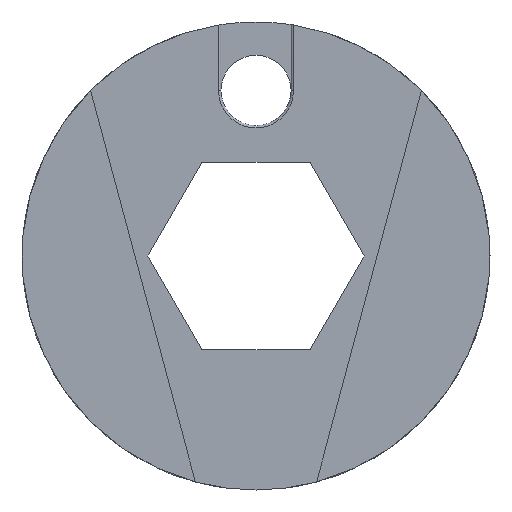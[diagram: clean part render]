
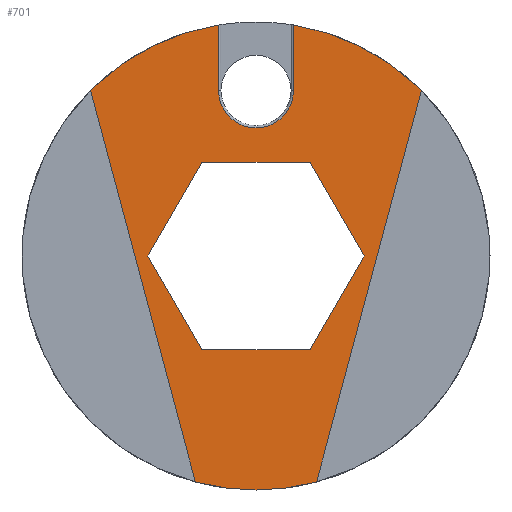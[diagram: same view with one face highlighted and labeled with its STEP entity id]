
A CAD part, front view. The second image highlights one B-rep face of the part: STEP entity #701.
In plain terms, the highlighted planar face has unit normal (0, -1, 0).
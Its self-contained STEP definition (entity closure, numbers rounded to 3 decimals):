
#7 = CARTESIAN_POINT ( 'NONE',  ( -11.547, 0., -20. ) ) ;
#9 = ORIENTED_EDGE ( 'NONE', *, *, #364, .F. ) ;
#12 = LINE ( 'NONE', #541, #619 ) ;
#16 = CARTESIAN_POINT ( 'NONE',  ( 0., 0., 0. ) ) ;
#24 = ORIENTED_EDGE ( 'NONE', *, *, #346, .F. ) ;
#25 = VERTEX_POINT ( 'NONE', #677 ) ;
#45 = EDGE_CURVE ( 'NONE', #550, #554, #407, .T. ) ;
#48 = CARTESIAN_POINT ( 'NONE',  ( 18.625, 0., -46.402 ) ) ;
#50 = VECTOR ( 'NONE', #292, 1000. ) ;
#51 = ORIENTED_EDGE ( 'NONE', *, *, #45, .F. ) ;
#52 = FACE_BOUND ( 'NONE', #311, .T. ) ;
#66 = CARTESIAN_POINT ( 'NONE',  ( -11.547, 0., 20. ) ) ;
#78 = DIRECTION ( 'NONE',  ( 0., 0., 1. ) ) ;
#86 = VERTEX_POINT ( 'NONE', #736 ) ;
#91 = CARTESIAN_POINT ( 'NONE',  ( 23.094, 0., 0. ) ) ;
#105 = VERTEX_POINT ( 'NONE', #119 ) ;
#106 = DIRECTION ( 'NONE',  ( 0., 1., 0. ) ) ;
#108 = CARTESIAN_POINT ( 'NONE',  ( 23.094, 0., 0. ) ) ;
#109 = VECTOR ( 'NONE', #411, 1000. ) ;
#112 = EDGE_CURVE ( 'NONE', #517, #722, #348, .T. ) ;
#116 = AXIS2_PLACEMENT_3D ( 'NONE', #385, #106, #624 ) ;
#118 = EDGE_CURVE ( 'NONE', #264, #86, #415, .T. ) ;
#119 = CARTESIAN_POINT ( 'NONE',  ( 8., 0., 49.356 ) ) ;
#122 = EDGE_CURVE ( 'NONE', #722, #550, #12, .T. ) ;
#132 = CARTESIAN_POINT ( 'NONE',  ( -11.547, 0., 20. ) ) ;
#145 = VERTEX_POINT ( 'NONE', #545 ) ;
#151 = CIRCLE ( 'NONE', #166, 8. ) ;
#157 = ORIENTED_EDGE ( 'NONE', *, *, #531, .T. ) ;
#161 = ORIENTED_EDGE ( 'NONE', *, *, #707, .F. ) ;
#166 = AXIS2_PLACEMENT_3D ( 'NONE', #417, #679, #533 ) ;
#193 = VERTEX_POINT ( 'NONE', #204 ) ;
#196 = CARTESIAN_POINT ( 'NONE',  ( -8., 0., 35.355 ) ) ;
#201 = VECTOR ( 'NONE', #633, 1000. ) ;
#204 = CARTESIAN_POINT ( 'NONE',  ( -18.625, 0., -46.402 ) ) ;
#205 = VERTEX_POINT ( 'NONE', #418 ) ;
#215 = DIRECTION ( 'NONE',  ( 0., 1., 0. ) ) ;
#218 = LINE ( 'NONE', #453, #109 ) ;
#226 = DIRECTION ( 'NONE',  ( 0., 1., 0. ) ) ;
#246 = AXIS2_PLACEMENT_3D ( 'NONE', #663, #215, #393 ) ;
#263 = AXIS2_PLACEMENT_3D ( 'NONE', #16, #714, #78 ) ;
#264 = VERTEX_POINT ( 'NONE', #196 ) ;
#266 = CARTESIAN_POINT ( 'NONE',  ( 8., 0., 35.355 ) ) ;
#270 = PLANE ( 'NONE',  #246 ) ;
#272 = EDGE_CURVE ( 'NONE', #145, #671, #442, .T. ) ;
#275 = DIRECTION ( 'NONE',  ( -0.259, 0., -0.966 ) ) ;
#289 = CARTESIAN_POINT ( 'NONE',  ( 11.547, 0., 20. ) ) ;
#292 = DIRECTION ( 'NONE',  ( -0.5, 0., -0.866 ) ) ;
#297 = CIRCLE ( 'NONE', #551, 50. ) ;
#306 = DIRECTION ( 'NONE',  ( 0., 0., -1. ) ) ;
#311 = EDGE_LOOP ( 'NONE', ( #543, #24, #51, #429, #497, #496 ) ) ;
#313 = LINE ( 'NONE', #591, #525 ) ;
#320 = CIRCLE ( 'NONE', #413, 50. ) ;
#331 = ORIENTED_EDGE ( 'NONE', *, *, #579, .F. ) ;
#337 = CARTESIAN_POINT ( 'NONE',  ( 0., 0., 0. ) ) ;
#346 = EDGE_CURVE ( 'NONE', #554, #711, #356, .T. ) ;
#348 = LINE ( 'NONE', #66, #50 ) ;
#356 = LINE ( 'NONE', #629, #651 ) ;
#364 = EDGE_CURVE ( 'NONE', #671, #205, #320, .T. ) ;
#375 = CARTESIAN_POINT ( 'NONE',  ( 8., 0., 0. ) ) ;
#377 = VERTEX_POINT ( 'NONE', #289 ) ;
#385 = CARTESIAN_POINT ( 'NONE',  ( 0., 0., 0. ) ) ;
#389 = CARTESIAN_POINT ( 'NONE',  ( -23.094, 0., 0. ) ) ;
#390 = CARTESIAN_POINT ( 'NONE',  ( 28.978, 0., -7.765 ) ) ;
#391 = EDGE_CURVE ( 'NONE', #689, #264, #151, .T. ) ;
#393 = DIRECTION ( 'NONE',  ( 0., 0., 1. ) ) ;
#396 = ORIENTED_EDGE ( 'NONE', *, *, #272, .F. ) ;
#397 = FACE_OUTER_BOUND ( 'NONE', #594, .T. ) ;
#403 = VECTOR ( 'NONE', #604, 1000. ) ;
#406 = EDGE_CURVE ( 'NONE', #205, #193, #474, .T. ) ;
#407 = LINE ( 'NONE', #7, #201 ) ;
#411 = DIRECTION ( 'NONE',  ( -1., 0., 0. ) ) ;
#413 = AXIS2_PLACEMENT_3D ( 'NONE', #639, #464, #519 ) ;
#415 = LINE ( 'NONE', #481, #732 ) ;
#417 = CARTESIAN_POINT ( 'NONE',  ( 0., 0., 35.355 ) ) ;
#418 = CARTESIAN_POINT ( 'NONE',  ( 0., 0., -50. ) ) ;
#429 = ORIENTED_EDGE ( 'NONE', *, *, #122, .F. ) ;
#438 = CIRCLE ( 'NONE', #116, 50. ) ;
#442 = LINE ( 'NONE', #390, #563 ) ;
#446 = EDGE_CURVE ( 'NONE', #105, #689, #601, .T. ) ;
#447 = ORIENTED_EDGE ( 'NONE', *, *, #446, .T. ) ;
#453 = CARTESIAN_POINT ( 'NONE',  ( 11.547, 0., 20. ) ) ;
#464 = DIRECTION ( 'NONE',  ( 0., 1., 0. ) ) ;
#474 = CIRCLE ( 'NONE', #263, 50. ) ;
#477 = DIRECTION ( 'NONE',  ( 0.259, 0., -0.966 ) ) ;
#481 = CARTESIAN_POINT ( 'NONE',  ( -8., 0., 49.434 ) ) ;
#493 = ORIENTED_EDGE ( 'NONE', *, *, #391, .T. ) ;
#496 = ORIENTED_EDGE ( 'NONE', *, *, #728, .F. ) ;
#497 = ORIENTED_EDGE ( 'NONE', *, *, #112, .F. ) ;
#517 = VERTEX_POINT ( 'NONE', #132 ) ;
#519 = DIRECTION ( 'NONE',  ( 0., 0., 1. ) ) ;
#521 = EDGE_CURVE ( 'NONE', #711, #377, #706, .T. ) ;
#525 = VECTOR ( 'NONE', #477, 1000. ) ;
#530 = DIRECTION ( 'NONE',  ( 0.5, 0., 0.866 ) ) ;
#531 = EDGE_CURVE ( 'NONE', #25, #193, #313, .T. ) ;
#533 = DIRECTION ( 'NONE',  ( 0., 0., 1. ) ) ;
#541 = CARTESIAN_POINT ( 'NONE',  ( -23.094, 0., 0. ) ) ;
#543 = ORIENTED_EDGE ( 'NONE', *, *, #521, .F. ) ;
#545 = CARTESIAN_POINT ( 'NONE',  ( 39.331, 0., 30.872 ) ) ;
#548 = CARTESIAN_POINT ( 'NONE',  ( -11.547, 0., -20. ) ) ;
#550 = VERTEX_POINT ( 'NONE', #548 ) ;
#551 = AXIS2_PLACEMENT_3D ( 'NONE', #337, #226, #568 ) ;
#554 = VERTEX_POINT ( 'NONE', #656 ) ;
#563 = VECTOR ( 'NONE', #275, 1000. ) ;
#568 = DIRECTION ( 'NONE',  ( 0., 0., 1. ) ) ;
#579 = EDGE_CURVE ( 'NONE', #25, #86, #297, .T. ) ;
#591 = CARTESIAN_POINT ( 'NONE',  ( -28.978, 0., -7.765 ) ) ;
#594 = EDGE_LOOP ( 'NONE', ( #493, #654, #331, #157, #658, #9, #396, #161, #447 ) ) ;
#601 = LINE ( 'NONE', #375, #630 ) ;
#604 = DIRECTION ( 'NONE',  ( -0.5, 0., 0.866 ) ) ;
#619 = VECTOR ( 'NONE', #652, 1000. ) ;
#624 = DIRECTION ( 'NONE',  ( 0., 0., 1. ) ) ;
#629 = CARTESIAN_POINT ( 'NONE',  ( 11.547, 0., -20. ) ) ;
#630 = VECTOR ( 'NONE', #306, 1000. ) ;
#633 = DIRECTION ( 'NONE',  ( 1., 0., 0. ) ) ;
#637 = DIRECTION ( 'NONE',  ( 0., 0., 1. ) ) ;
#639 = CARTESIAN_POINT ( 'NONE',  ( 0., 0., 0. ) ) ;
#651 = VECTOR ( 'NONE', #530, 1000. ) ;
#652 = DIRECTION ( 'NONE',  ( 0.5, 0., -0.866 ) ) ;
#654 = ORIENTED_EDGE ( 'NONE', *, *, #118, .T. ) ;
#656 = CARTESIAN_POINT ( 'NONE',  ( 11.547, 0., -20. ) ) ;
#658 = ORIENTED_EDGE ( 'NONE', *, *, #406, .F. ) ;
#663 = CARTESIAN_POINT ( 'NONE',  ( 0., 0., 0. ) ) ;
#671 = VERTEX_POINT ( 'NONE', #48 ) ;
#677 = CARTESIAN_POINT ( 'NONE',  ( -39.331, 0., 30.872 ) ) ;
#679 = DIRECTION ( 'NONE',  ( 0., 1., 0. ) ) ;
#689 = VERTEX_POINT ( 'NONE', #266 ) ;
#701 = ADVANCED_FACE ( 'NONE', ( #52, #397 ), #270, .F. ) ;
#706 = LINE ( 'NONE', #91, #403 ) ;
#707 = EDGE_CURVE ( 'NONE', #105, #145, #438, .T. ) ;
#711 = VERTEX_POINT ( 'NONE', #108 ) ;
#714 = DIRECTION ( 'NONE',  ( 0., 1., 0. ) ) ;
#722 = VERTEX_POINT ( 'NONE', #389 ) ;
#728 = EDGE_CURVE ( 'NONE', #377, #517, #218, .T. ) ;
#732 = VECTOR ( 'NONE', #637, 1000. ) ;
#736 = CARTESIAN_POINT ( 'NONE',  ( -8., 0., 49.356 ) ) ;
